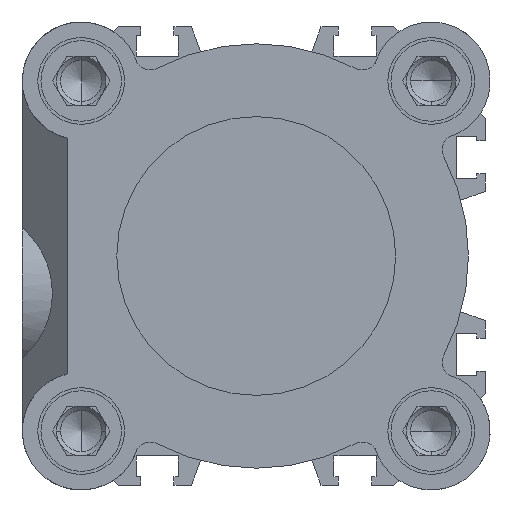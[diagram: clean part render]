
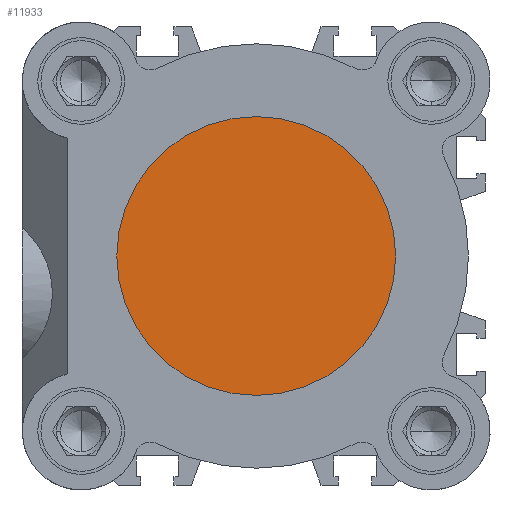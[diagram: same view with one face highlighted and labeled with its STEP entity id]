
A CAD part, left-side view. The second image highlights one B-rep face of the part: STEP entity #11933.
In plain terms, the highlighted face is planar.
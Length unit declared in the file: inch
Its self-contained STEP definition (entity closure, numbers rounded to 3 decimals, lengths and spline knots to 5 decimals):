
#736 = ORIENTED_EDGE ( 'NONE', *, *, #8413, .F. ) ;
#1414 = CIRCLE ( 'NONE', #2819, 0.88583 ) ;
#2544 = DIRECTION ( 'NONE',  ( -1., 0., 0. ) ) ;
#2819 = AXIS2_PLACEMENT_3D ( 'NONE', #8686, #2544, #9686 ) ;
#3763 = PLANE ( 'NONE',  #10359 ) ;
#3852 = CIRCLE ( 'NONE', #11823, 0.88583 ) ;
#4805 = DIRECTION ( 'NONE',  ( 0., 0., 1. ) ) ;
#4946 = EDGE_LOOP ( 'NONE', ( #5495, #736 ) ) ;
#5151 = DIRECTION ( 'NONE',  ( -1., 0., 0. ) ) ;
#5495 = ORIENTED_EDGE ( 'NONE', *, *, #11813, .F. ) ;
#6238 = FACE_OUTER_BOUND ( 'NONE', #4946, .T. ) ;
#7549 = CARTESIAN_POINT ( 'NONE',  ( 1.41732, 0., 0.88583 ) ) ;
#8034 = VERTEX_POINT ( 'NONE', #8583 ) ;
#8413 = EDGE_CURVE ( 'NONE', #8034, #9577, #3852, .T. ) ;
#8583 = CARTESIAN_POINT ( 'NONE',  ( 1.41732, 0., -0.88583 ) ) ;
#8686 = CARTESIAN_POINT ( 'NONE',  ( 1.41732, 0., 0. ) ) ;
#9577 = VERTEX_POINT ( 'NONE', #7549 ) ;
#9686 = DIRECTION ( 'NONE',  ( 0., 0., 1. ) ) ;
#9857 = CARTESIAN_POINT ( 'NONE',  ( 1.41732, 0.88583, 0. ) ) ;
#10359 = AXIS2_PLACEMENT_3D ( 'NONE', #9857, #10871, #4805 ) ;
#10871 = DIRECTION ( 'NONE',  ( -1., 0., 0. ) ) ;
#11234 = CARTESIAN_POINT ( 'NONE',  ( 1.41732, 0., 0. ) ) ;
#11813 = EDGE_CURVE ( 'NONE', #9577, #8034, #1414, .T. ) ;
#11823 = AXIS2_PLACEMENT_3D ( 'NONE', #11234, #5151, #12240 ) ;
#11933 = ADVANCED_FACE ( 'NONE', ( #6238 ), #3763, .F. ) ;
#12240 = DIRECTION ( 'NONE',  ( 0., 0., 1. ) ) ;
